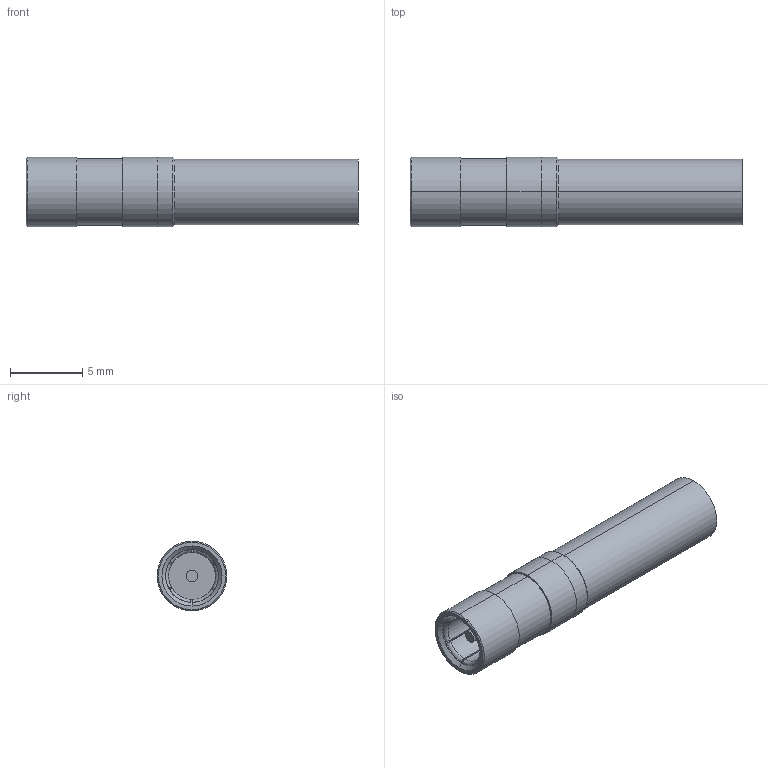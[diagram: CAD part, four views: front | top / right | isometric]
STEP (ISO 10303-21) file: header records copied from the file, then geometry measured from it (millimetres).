
FILE_DESCRIPTION (( 'STEP AP203' ), '1' );
FILE_NAME ('PE45153_3D.STEP', '2022-07-21T21:33:25', ( '' ), ( '' ), 'SwSTEP 2.0', 'SolidWorks 2021', '' );
FILE_SCHEMA (( 'CONFIG_CONTROL_DESIGN' ));
Length unit declared in the file: millimetre
Products named in the file (4): PE45153-MA0; PE45153_3D; PE45153-MA1; PE45153-MA2
Assembly tree (3 placements, depth 2):
  PE45153_3D
    PE45153-MA0
    PE45153-MA1
    PE45153-MA2
Bounding box: 23 x 4.83 x 4.83 mm (x, y, z)
Volume: 259.1 mm3; surface area: 790.2 mm2
Topology: 5 solids, 5 shells, 88 faces, 203 edges, 132 vertices
Faces by surface type: plane 40, cylinder 32, cone 10, torus 6
Entity records: 3009 total; most frequent: CARTESIAN_POINT 537, DIRECTION 467, ORIENTED_EDGE 406, EDGE_CURVE 203, AXIS2_PLACEMENT_3D 190, VERTEX_POINT 132, EDGE_LOOP 101, CIRCLE 96
